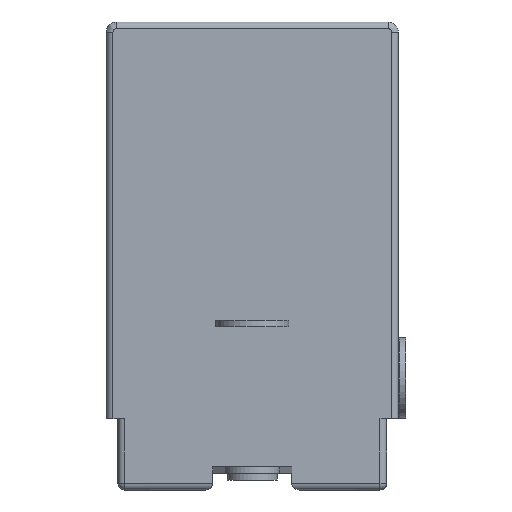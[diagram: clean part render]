
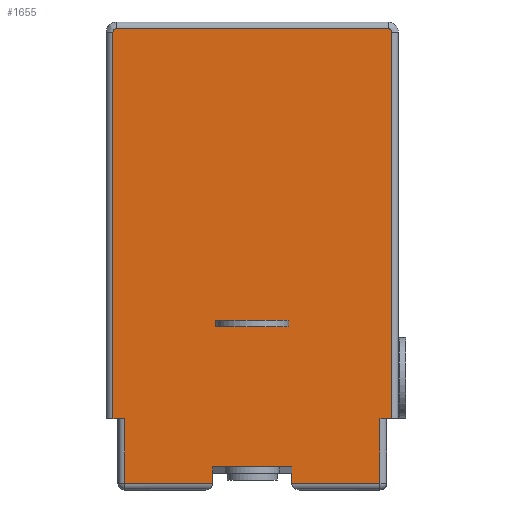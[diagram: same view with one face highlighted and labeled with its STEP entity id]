
A CAD part, front view. The second image highlights one B-rep face of the part: STEP entity #1655.
In plain terms, the highlighted planar face has unit normal (0, -1, 0).
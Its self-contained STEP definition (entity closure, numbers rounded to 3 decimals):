
#19=FACE_BOUND('',#198,.T.);
#95=FACE_OUTER_BOUND('',#197,.T.);
#197=EDGE_LOOP('',(#1116,#1117,#1118,#1119,#1120,#1121,#1122,#1123,#1124,
#1125,#1126,#1127,#1128,#1129,#1130,#1131));
#198=EDGE_LOOP('',(#1132,#1133,#1134,#1135));
#311=CIRCLE('',#1781,0.1);
#312=CIRCLE('',#1782,0.1);
#388=LINE('',#2501,#544);
#397=LINE('',#2523,#553);
#398=LINE('',#2526,#554);
#399=LINE('',#2528,#555);
#400=LINE('',#2532,#556);
#401=LINE('',#2536,#557);
#402=LINE('',#2538,#558);
#403=LINE('',#2540,#559);
#404=LINE('',#2542,#560);
#405=LINE('',#2544,#561);
#406=LINE('',#2546,#562);
#407=LINE('',#2548,#563);
#408=LINE('',#2550,#564);
#409=LINE('',#2551,#565);
#410=LINE('',#2554,#566);
#411=LINE('',#2556,#567);
#412=LINE('',#2558,#568);
#413=LINE('',#2559,#569);
#544=VECTOR('',#1973,10.);
#553=VECTOR('',#1996,10.);
#554=VECTOR('',#1999,10.);
#555=VECTOR('',#2000,10.);
#556=VECTOR('',#2003,10.);
#557=VECTOR('',#2006,10.);
#558=VECTOR('',#2007,10.);
#559=VECTOR('',#2008,10.);
#560=VECTOR('',#2009,10.);
#561=VECTOR('',#2010,10.);
#562=VECTOR('',#2011,10.);
#563=VECTOR('',#2012,10.);
#564=VECTOR('',#2013,10.);
#565=VECTOR('',#2014,10.);
#566=VECTOR('',#2015,10.);
#567=VECTOR('',#2016,10.);
#568=VECTOR('',#2017,10.);
#569=VECTOR('',#2018,10.);
#704=VERTEX_POINT('',#2494);
#706=VERTEX_POINT('',#2499);
#712=VERTEX_POINT('',#2518);
#713=VERTEX_POINT('',#2525);
#714=VERTEX_POINT('',#2527);
#715=VERTEX_POINT('',#2529);
#716=VERTEX_POINT('',#2531);
#717=VERTEX_POINT('',#2533);
#718=VERTEX_POINT('',#2535);
#719=VERTEX_POINT('',#2537);
#720=VERTEX_POINT('',#2539);
#721=VERTEX_POINT('',#2541);
#722=VERTEX_POINT('',#2543);
#723=VERTEX_POINT('',#2545);
#724=VERTEX_POINT('',#2547);
#725=VERTEX_POINT('',#2549);
#726=VERTEX_POINT('',#2552);
#727=VERTEX_POINT('',#2553);
#728=VERTEX_POINT('',#2555);
#729=VERTEX_POINT('',#2557);
#855=EDGE_CURVE('',#706,#704,#388,.T.);
#867=EDGE_CURVE('',#704,#712,#397,.T.);
#868=EDGE_CURVE('',#706,#713,#398,.T.);
#869=EDGE_CURVE('',#714,#713,#399,.T.);
#870=EDGE_CURVE('',#715,#714,#311,.T.);
#871=EDGE_CURVE('',#716,#715,#400,.T.);
#872=EDGE_CURVE('',#717,#716,#312,.T.);
#873=EDGE_CURVE('',#718,#717,#401,.T.);
#874=EDGE_CURVE('',#718,#719,#402,.T.);
#875=EDGE_CURVE('',#720,#719,#403,.T.);
#876=EDGE_CURVE('',#721,#720,#404,.T.);
#877=EDGE_CURVE('',#722,#721,#405,.T.);
#878=EDGE_CURVE('',#723,#722,#406,.T.);
#879=EDGE_CURVE('',#724,#723,#407,.T.);
#880=EDGE_CURVE('',#725,#724,#408,.T.);
#881=EDGE_CURVE('',#725,#712,#409,.T.);
#882=EDGE_CURVE('',#726,#727,#410,.T.);
#883=EDGE_CURVE('',#727,#728,#411,.T.);
#884=EDGE_CURVE('',#728,#729,#412,.T.);
#885=EDGE_CURVE('',#729,#726,#413,.T.);
#1116=ORIENTED_EDGE('',*,*,#867,.F.);
#1117=ORIENTED_EDGE('',*,*,#855,.F.);
#1118=ORIENTED_EDGE('',*,*,#868,.T.);
#1119=ORIENTED_EDGE('',*,*,#869,.F.);
#1120=ORIENTED_EDGE('',*,*,#870,.F.);
#1121=ORIENTED_EDGE('',*,*,#871,.F.);
#1122=ORIENTED_EDGE('',*,*,#872,.F.);
#1123=ORIENTED_EDGE('',*,*,#873,.F.);
#1124=ORIENTED_EDGE('',*,*,#874,.T.);
#1125=ORIENTED_EDGE('',*,*,#875,.F.);
#1126=ORIENTED_EDGE('',*,*,#876,.F.);
#1127=ORIENTED_EDGE('',*,*,#877,.F.);
#1128=ORIENTED_EDGE('',*,*,#878,.F.);
#1129=ORIENTED_EDGE('',*,*,#879,.F.);
#1130=ORIENTED_EDGE('',*,*,#880,.F.);
#1131=ORIENTED_EDGE('',*,*,#881,.T.);
#1132=ORIENTED_EDGE('',*,*,#882,.T.);
#1133=ORIENTED_EDGE('',*,*,#883,.T.);
#1134=ORIENTED_EDGE('',*,*,#884,.T.);
#1135=ORIENTED_EDGE('',*,*,#885,.T.);
#1571=PLANE('',#1780);
#1655=ADVANCED_FACE('',(#95,#19),#1571,.T.);
#1780=AXIS2_PLACEMENT_3D('',#2524,#1997,#1998);
#1781=AXIS2_PLACEMENT_3D('',#2530,#2001,#2002);
#1782=AXIS2_PLACEMENT_3D('',#2534,#2004,#2005);
#1973=DIRECTION('',(0.,0.,-1.));
#1996=DIRECTION('',(-1.,0.,0.));
#1997=DIRECTION('center_axis',(0.,-1.,0.));
#1998=DIRECTION('ref_axis',(-1.,0.,0.));
#1999=DIRECTION('',(1.,0.,0.));
#2000=DIRECTION('',(0.,0.,-1.));
#2001=DIRECTION('center_axis',(0.,1.,0.));
#2002=DIRECTION('ref_axis',(0.707,0.,0.707));
#2003=DIRECTION('',(1.,0.,0.));
#2004=DIRECTION('center_axis',(0.,1.,0.));
#2005=DIRECTION('ref_axis',(-0.707,0.,0.707));
#2006=DIRECTION('',(0.,0.,1.));
#2007=DIRECTION('',(1.,0.,0.));
#2008=DIRECTION('',(0.,0.,1.));
#2009=DIRECTION('',(-1.,0.,0.));
#2010=DIRECTION('',(0.,0.,-1.));
#2011=DIRECTION('',(0.,0.,-1.));
#2012=DIRECTION('',(-1.,0.,0.));
#2013=DIRECTION('',(0.,0.,1.));
#2014=DIRECTION('',(0.,0.,-1.));
#2015=DIRECTION('',(1.,0.,0.));
#2016=DIRECTION('',(0.,0.,-1.));
#2017=DIRECTION('',(-1.,0.,0.));
#2018=DIRECTION('',(0.,0.,1.));
#2494=CARTESIAN_POINT('',(3.83,0.,-13.84));
#2499=CARTESIAN_POINT('',(3.83,0.,-11.9));
#2501=CARTESIAN_POINT('',(3.83,0.,-6.67));
#2518=CARTESIAN_POINT('',(1.184,0.,-13.84));
#2523=CARTESIAN_POINT('',(3.494,0.,-13.84));
#2524=CARTESIAN_POINT('Origin',(4.38,0.,0.));
#2525=CARTESIAN_POINT('',(4.18,0.,-11.9));
#2526=CARTESIAN_POINT('',(4.293,0.,-11.9));
#2527=CARTESIAN_POINT('',(4.18,0.,-0.3));
#2528=CARTESIAN_POINT('',(4.18,0.,0.));
#2529=CARTESIAN_POINT('',(4.08,0.,-0.2));
#2530=CARTESIAN_POINT('Origin',(4.08,0.,-0.3));
#2531=CARTESIAN_POINT('',(-4.08,0.,-0.2));
#2532=CARTESIAN_POINT('',(2.19,0.,-0.2));
#2533=CARTESIAN_POINT('',(-4.18,0.,-0.3));
#2534=CARTESIAN_POINT('Origin',(-4.08,0.,-0.3));
#2535=CARTESIAN_POINT('',(-4.18,0.,-11.9));
#2536=CARTESIAN_POINT('',(-4.18,0.,0.));
#2537=CARTESIAN_POINT('',(-3.83,0.,-11.9));
#2538=CARTESIAN_POINT('',(0.088,0.,-11.9));
#2539=CARTESIAN_POINT('',(-3.83,0.,-13.84));
#2540=CARTESIAN_POINT('',(-3.83,0.,-6.67));
#2541=CARTESIAN_POINT('',(-1.184,0.,-13.84));
#2542=CARTESIAN_POINT('',(0.886,0.,-13.84));
#2543=CARTESIAN_POINT('',(-1.184,0.,-13.54));
#2544=CARTESIAN_POINT('',(-1.184,0.,-13.34));
#2545=CARTESIAN_POINT('',(-1.184,0.,-13.34));
#2546=CARTESIAN_POINT('',(-1.184,0.,-13.34));
#2547=CARTESIAN_POINT('',(1.184,0.,-13.34));
#2548=CARTESIAN_POINT('',(4.38,0.,-13.34));
#2549=CARTESIAN_POINT('',(1.184,0.,-13.54));
#2550=CARTESIAN_POINT('',(1.184,0.,-13.34));
#2551=CARTESIAN_POINT('',(1.184,0.,-13.34));
#2552=CARTESIAN_POINT('',(-1.1,0.,-8.94));
#2553=CARTESIAN_POINT('',(1.1,0.,-8.94));
#2554=CARTESIAN_POINT('',(2.74,0.,-8.94));
#2555=CARTESIAN_POINT('',(1.1,0.,-9.14));
#2556=CARTESIAN_POINT('',(1.1,0.,-4.57));
#2557=CARTESIAN_POINT('',(-1.1,0.,-9.14));
#2558=CARTESIAN_POINT('',(1.64,0.,-9.14));
#2559=CARTESIAN_POINT('',(-1.1,0.,-4.47));
